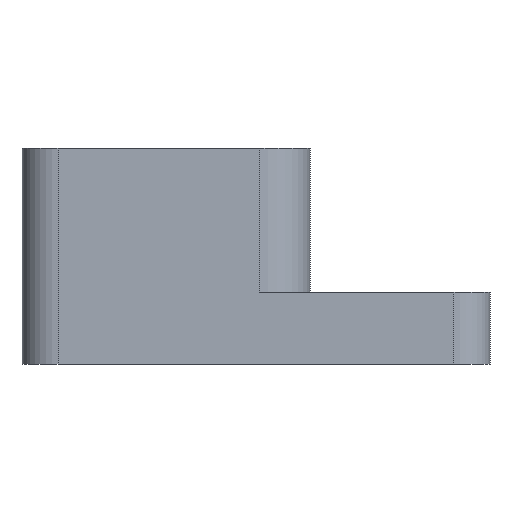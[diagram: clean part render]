
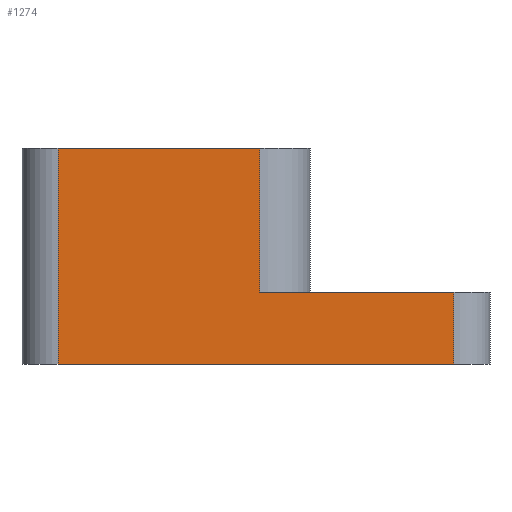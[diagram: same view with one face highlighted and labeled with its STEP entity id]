
A CAD part, left-side view. The second image highlights one B-rep face of the part: STEP entity #1274.
In plain terms, the highlighted free-form (B-spline) face has degree [1, 1] with [2, 2] control points.
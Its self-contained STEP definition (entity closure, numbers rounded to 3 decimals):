
#12=LINE('',#2019,#68);
#27=LINE('',#2103,#83);
#34=LINE('',#2135,#90);
#46=LINE('',#2236,#102);
#47=LINE('',#2237,#103);
#48=LINE('',#2238,#104);
#68=VECTOR('',#1509,1000.);
#83=VECTOR('',#1590,1000.);
#90=VECTOR('',#1613,1000.);
#102=VECTOR('',#1653,1000.);
#103=VECTOR('',#1654,1000.);
#104=VECTOR('',#1655,1000.);
#130=B_SPLINE_SURFACE_WITH_KNOTS('',1,1,((#2232,#2233),(#2234,#2235)),
 .PLANE_SURF.,.F.,.F.,.F.,(2,2),(2,2),(0.,1.),(0.,1.),.UNSPECIFIED.);
#394=ORIENTED_EDGE('',*,*,#689,.T.);
#395=ORIENTED_EDGE('',*,*,#730,.T.);
#396=ORIENTED_EDGE('',*,*,#704,.F.);
#397=ORIENTED_EDGE('',*,*,#731,.T.);
#398=ORIENTED_EDGE('',*,*,#641,.F.);
#399=ORIENTED_EDGE('',*,*,#732,.T.);
#641=EDGE_CURVE('',#830,#831,#12,.T.);
#689=EDGE_CURVE('',#846,#861,#27,.T.);
#704=EDGE_CURVE('',#874,#875,#34,.T.);
#730=EDGE_CURVE('',#861,#875,#46,.F.);
#731=EDGE_CURVE('',#874,#831,#47,.F.);
#732=EDGE_CURVE('',#830,#846,#48,.F.);
#830=VERTEX_POINT('',#2020);
#831=VERTEX_POINT('',#2021);
#846=VERTEX_POINT('',#2073);
#861=VERTEX_POINT('',#2102);
#874=VERTEX_POINT('',#2134);
#875=VERTEX_POINT('',#2136);
#1042=EDGE_LOOP('',(#394,#395,#396,#397,#398,#399));
#1146=FACE_BOUND('',#1042,.T.);
#1274=ADVANCED_FACE('',(#1146),#130,.F.);
#1509=DIRECTION('',(0.,1.,0.));
#1590=DIRECTION('',(0.,1.,0.));
#1613=DIRECTION('',(0.,-1.,0.));
#1653=DIRECTION('',(0.,0.,-1.));
#1654=DIRECTION('',(0.,0.,1.));
#1655=DIRECTION('',(0.,0.,-1.));
#2019=CARTESIAN_POINT('',(-60.,-112.046,-15.));
#2020=CARTESIAN_POINT('',(-60.,-27.046,-15.));
#2021=CARTESIAN_POINT('',(-60.,27.954,-15.));
#2073=CARTESIAN_POINT('',(-60.,-27.046,-5.));
#2102=CARTESIAN_POINT('',(-60.,-0.046,-5.));
#2103=CARTESIAN_POINT('',(-60.,-112.046,-5.));
#2134=CARTESIAN_POINT('',(-60.,27.954,15.));
#2135=CARTESIAN_POINT('',(-60.,-112.046,15.));
#2136=CARTESIAN_POINT('',(-60.,-0.046,15.));
#2232=CARTESIAN_POINT('',(-60.,30.704,16.5));
#2233=CARTESIAN_POINT('',(-60.,30.704,-16.5));
#2234=CARTESIAN_POINT('',(-60.,-29.796,16.5));
#2235=CARTESIAN_POINT('',(-60.,-29.796,-16.5));
#2236=CARTESIAN_POINT('',(-60.,-0.046,15.));
#2237=CARTESIAN_POINT('',(-60.,27.954,-15.));
#2238=CARTESIAN_POINT('',(-60.,-27.046,0.));
